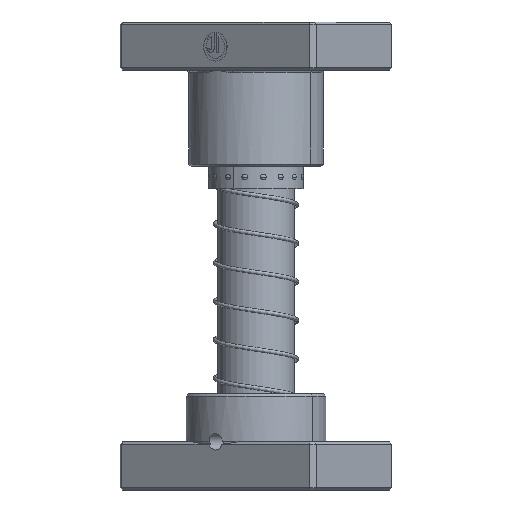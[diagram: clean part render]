
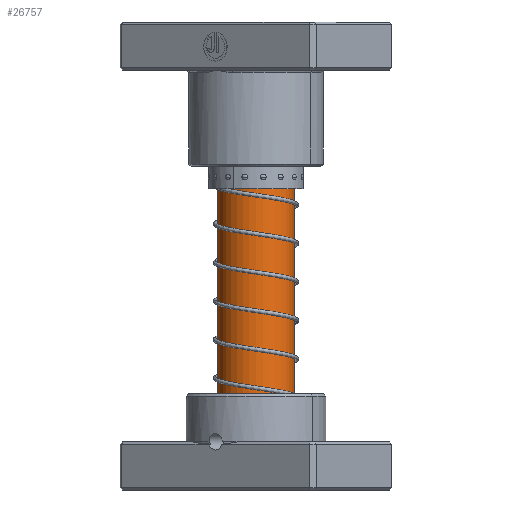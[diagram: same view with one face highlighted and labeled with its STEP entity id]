
A CAD part, front view. The second image highlights one B-rep face of the part: STEP entity #26757.
In plain terms, the highlighted cylindrical face has radius 16 mm (diameter 32 mm), a partial arc.
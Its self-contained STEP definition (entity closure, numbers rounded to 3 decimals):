
#1256 = DIRECTION ( 'NONE',  ( 0., 0., -1. ) ) ;
#1563 = DIRECTION ( 'NONE',  ( 0., 0., -1. ) ) ;
#1737 = AXIS2_PLACEMENT_3D ( 'NONE', #17903, #40130, #21128 ) ;
#5744 = AXIS2_PLACEMENT_3D ( 'NONE', #33985, #40412, #11773 ) ;
#6140 = EDGE_LOOP ( 'NONE', ( #28330, #12219, #30557, #24036 ) ) ;
#7274 = VECTOR ( 'NONE', #1563, 1000. ) ;
#7300 = LINE ( 'NONE', #26431, #40148 ) ;
#7308 = VERTEX_POINT ( 'NONE', #19320 ) ;
#7631 = CARTESIAN_POINT ( 'NONE',  ( 16., 0., 157. ) ) ;
#11773 = DIRECTION ( 'NONE',  ( -1., 0., 0. ) ) ;
#12219 = ORIENTED_EDGE ( 'NONE', *, *, #41138, .T. ) ;
#13026 = EDGE_CURVE ( 'NONE', #15801, #7308, #7300, .T. ) ;
#15801 = VERTEX_POINT ( 'NONE', #7631 ) ;
#16812 = DIRECTION ( 'NONE',  ( 0., 0., -1. ) ) ;
#17222 = AXIS2_PLACEMENT_3D ( 'NONE', #35813, #16812, #39026 ) ;
#17876 = CYLINDRICAL_SURFACE ( 'NONE', #5744, 16. ) ;
#17903 = CARTESIAN_POINT ( 'NONE',  ( 0., 0., 24.25 ) ) ;
#18953 = CARTESIAN_POINT ( 'NONE',  ( -16., 0., 24.25 ) ) ;
#19300 = EDGE_CURVE ( 'NONE', #32239, #19513, #23257, .T. ) ;
#19320 = CARTESIAN_POINT ( 'NONE',  ( 16., 0., 24.25 ) ) ;
#19513 = VERTEX_POINT ( 'NONE', #18953 ) ;
#20644 = CARTESIAN_POINT ( 'NONE',  ( -16., 0., 160. ) ) ;
#21128 = DIRECTION ( 'NONE',  ( -1., 0., 0. ) ) ;
#23257 = LINE ( 'NONE', #20644, #7274 ) ;
#24036 = ORIENTED_EDGE ( 'NONE', *, *, #27418, .F. ) ;
#24790 = CIRCLE ( 'NONE', #1737, 16. ) ;
#26431 = CARTESIAN_POINT ( 'NONE',  ( 16., 0., 160. ) ) ;
#26757 = ADVANCED_FACE ( 'NONE', ( #35741 ), #17876, .T. ) ;
#27418 = EDGE_CURVE ( 'NONE', #7308, #19513, #24790, .T. ) ;
#28330 = ORIENTED_EDGE ( 'NONE', *, *, #13026, .F. ) ;
#30557 = ORIENTED_EDGE ( 'NONE', *, *, #19300, .T. ) ;
#32239 = VERTEX_POINT ( 'NONE', #34049 ) ;
#33985 = CARTESIAN_POINT ( 'NONE',  ( 0., 0., 160. ) ) ;
#34049 = CARTESIAN_POINT ( 'NONE',  ( -16., 0., 157. ) ) ;
#35741 = FACE_OUTER_BOUND ( 'NONE', #6140, .T. ) ;
#35813 = CARTESIAN_POINT ( 'NONE',  ( 0., 0., 157. ) ) ;
#39026 = DIRECTION ( 'NONE',  ( 1., 0., 0. ) ) ;
#39730 = CIRCLE ( 'NONE', #17222, 16. ) ;
#40130 = DIRECTION ( 'NONE',  ( 0., 0., -1. ) ) ;
#40148 = VECTOR ( 'NONE', #1256, 1000. ) ;
#40412 = DIRECTION ( 'NONE',  ( 0., 0., -1. ) ) ;
#41138 = EDGE_CURVE ( 'NONE', #15801, #32239, #39730, .T. ) ;
